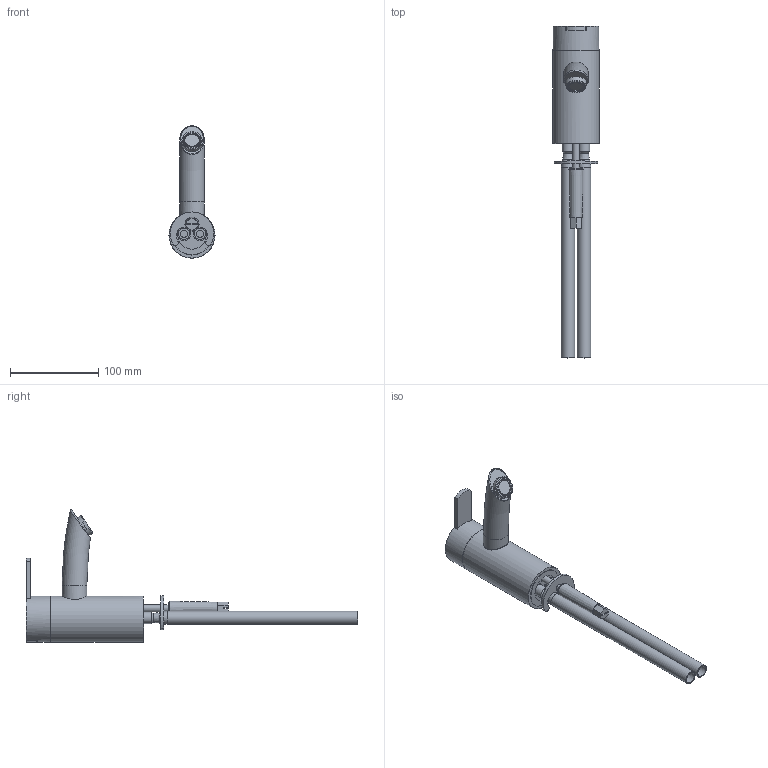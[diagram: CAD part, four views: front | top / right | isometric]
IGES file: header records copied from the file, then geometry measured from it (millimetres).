
Global section: file name: No Iges File Name specified; native system: Autodesk Inventor 2012; preprocessor: AutoDesk Inventor Iges Exporter R2012; author: mblakey; date: 20121004.134839; units: millimetre
Bounding box: 52.05 x 375.1 x 149.51 mm (x, y, z)
Volume: 343412.4 mm3; surface area: 146895.3 mm2
Topology: 25 solids, 25 shells, 427 faces, 913 edges, 587 vertices
Faces by surface type: plane 188, revolution 93, cylinder 60, bspline 48, cone 19, torus 14, sphere 5
Full cylindrical faces by diameter (mm): 4 x1, 5 x3, 6 x1, 8 x2, 10 x2, 12 x2, 13 x3, 14 x2, 15 x2, 17 x1, 18.4 x1, 21 x1, 22.8 x2, 24 x2, 28 x1, 28.2 x1, 35.2 x1, 39.3 x1, 39.8 x1, 40 x1, 40.2 x1, 42 x1, 42.9 x1, 44.45 x1, 46.7 x1, 47.5 x2, 52 x1, 52.05 x1
